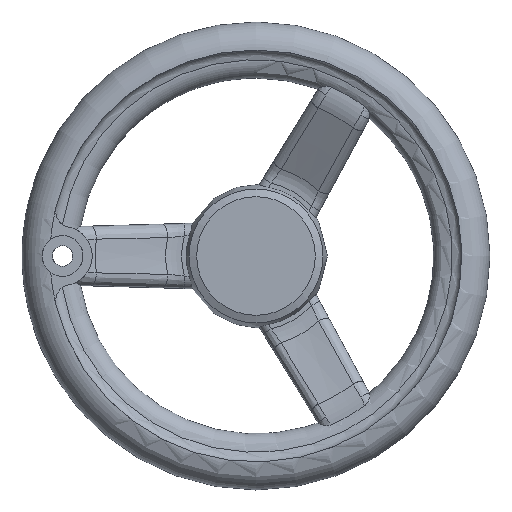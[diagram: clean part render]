
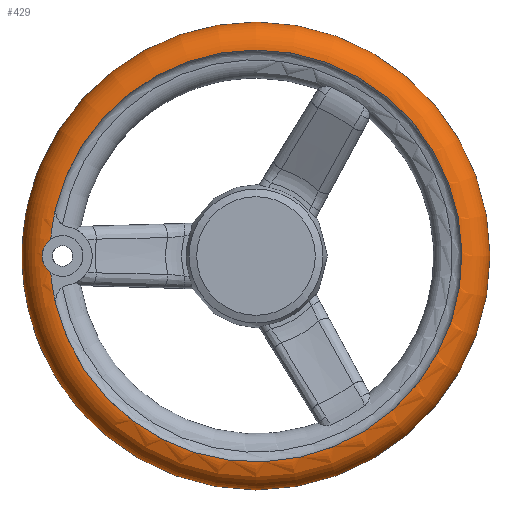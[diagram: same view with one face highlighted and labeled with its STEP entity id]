
A CAD part, left-side view. The second image highlights one B-rep face of the part: STEP entity #429.
In plain terms, the highlighted toroidal (fillet/blend) face has major radius 66 mm and minor radius 9 mm.
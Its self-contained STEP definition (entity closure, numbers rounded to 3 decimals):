
#170=TOROIDAL_SURFACE('',#1833,66.,9.);
#187=FACE_BOUND('',#651,.T.);
#188=FACE_BOUND('',#652,.T.);
#324=B_SPLINE_CURVE_WITH_KNOTS('',3,(#2805,#2806,#2807,#2808,#2809,#2810),
.UNSPECIFIED.,.F.,.F.,(4,2,4),(0.,0.5,1.),.UNSPECIFIED.);
#429=ADVANCED_FACE('',(#187,#188),#170,.T.);
#651=EDGE_LOOP('',(#850,#851,#852,#853));
#652=EDGE_LOOP('',(#854));
#850=ORIENTED_EDGE('',*,*,#1462,.F.);
#851=ORIENTED_EDGE('',*,*,#1551,.T.);
#852=ORIENTED_EDGE('',*,*,#1460,.F.);
#853=ORIENTED_EDGE('',*,*,#1543,.F.);
#854=ORIENTED_EDGE('',*,*,#1545,.T.);
#1289=VERTEX_POINT('',#2280);
#1290=VERTEX_POINT('',#2281);
#1291=VERTEX_POINT('',#2283);
#1292=VERTEX_POINT('',#2285);
#1371=VERTEX_POINT('',#2773);
#1460=EDGE_CURVE('',#1289,#1290,#1726,.T.);
#1462=EDGE_CURVE('',#1291,#1292,#1728,.T.);
#1543=EDGE_CURVE('',#1292,#1289,#1738,.T.);
#1545=EDGE_CURVE('',#1371,#1371,#1739,.T.);
#1551=EDGE_CURVE('',#1291,#1290,#324,.T.);
#1726=CIRCLE('',#1807,66.);
#1728=CIRCLE('',#1809,66.);
#1738=CIRCLE('',#1827,66.);
#1739=CIRCLE('',#1829,66.);
#1807=AXIS2_PLACEMENT_3D('',#2279,#1956,#1957);
#1809=AXIS2_PLACEMENT_3D('',#2284,#1960,#1961);
#1827=AXIS2_PLACEMENT_3D('',#2762,#2008,#2009);
#1829=AXIS2_PLACEMENT_3D('',#2772,#2012,#2013);
#1833=AXIS2_PLACEMENT_3D('',#2811,#2020,#2021);
#1956=DIRECTION('',(-1.,0.,0.));
#1957=DIRECTION('',(0.,0.,1.));
#1960=DIRECTION('',(-1.,0.,0.));
#1961=DIRECTION('',(0.,0.,1.));
#2008=DIRECTION('',(-1.,0.,0.));
#2009=DIRECTION('',(0.,0.,1.));
#2012=DIRECTION('',(-1.,0.,0.));
#2013=DIRECTION('',(0.,0.,1.));
#2020=DIRECTION('',(-1.,0.,0.));
#2021=DIRECTION('',(0.,0.,1.));
#2279=CARTESIAN_POINT('',(360.856,168.015,0.));
#2280=CARTESIAN_POINT('',(360.856,232.169,15.5));
#2281=CARTESIAN_POINT('',(360.856,233.798,5.347));
#2283=CARTESIAN_POINT('',(360.856,233.798,-5.347));
#2284=CARTESIAN_POINT('',(360.856,168.015,0.));
#2285=CARTESIAN_POINT('',(360.856,232.169,-15.5));
#2762=CARTESIAN_POINT('',(360.856,168.015,0.));
#2772=CARTESIAN_POINT('',(378.856,168.015,0.));
#2773=CARTESIAN_POINT('',(378.856,168.015,66.));
#2805=CARTESIAN_POINT('',(360.856,233.798,-5.347));
#2806=CARTESIAN_POINT('',(360.856,235.507,-4.138));
#2807=CARTESIAN_POINT('',(361.225,236.566,-2.086));
#2808=CARTESIAN_POINT('',(361.225,236.564,2.091));
#2809=CARTESIAN_POINT('',(360.856,235.511,4.135));
#2810=CARTESIAN_POINT('',(360.856,233.798,5.347));
#2811=CARTESIAN_POINT('',(369.856,168.015,0.));
